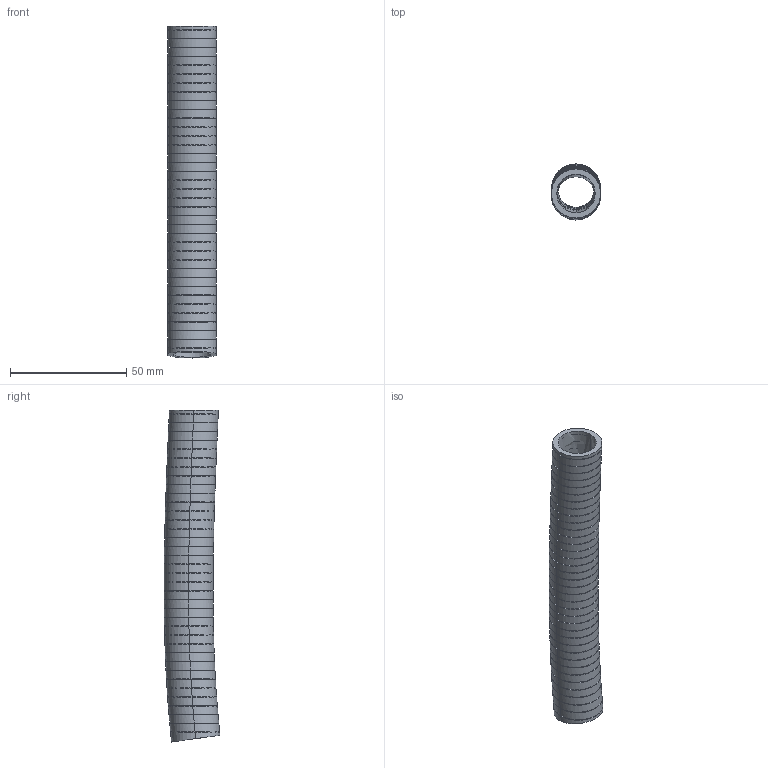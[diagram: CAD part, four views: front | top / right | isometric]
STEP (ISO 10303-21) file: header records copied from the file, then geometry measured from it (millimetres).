
FILE_DESCRIPTION (( 'STEP AP214' ), '1' );
FILE_NAME ('SM-1013-HY.STEP', '2007-12-08T04:57:30', ( '*' ), ( '' ), 'SwSTEP 2.0', 'SolidWorks 2007', '' );
FILE_SCHEMA (( 'AUTOMOTIVE_DESIGN' ));
Length unit declared in the file: inch
Products named in the file (1): SM-1013-HY
Bounding box: 21.08 x 24.04 x 142.92 mm (x, y, z)
Volume: 18020.8 mm3; surface area: 25365.6 mm2
Topology: 1 solids, 1 shells, 228 faces, 456 edges, 304 vertices
Faces by surface type: bspline 78, plane 76, cylinder 74
Entity records: 18470 total; most frequent: CARTESIAN_POINT 11292, ORIENTED_EDGE 912, DIRECTION 688, EDGE_CURVE 456, AXIS2_PLACEMENT_3D 307, VERTEX_POINT 304, EDGE_LOOP 304, LENGTH_MEASURE_WITH_UNIT 230
